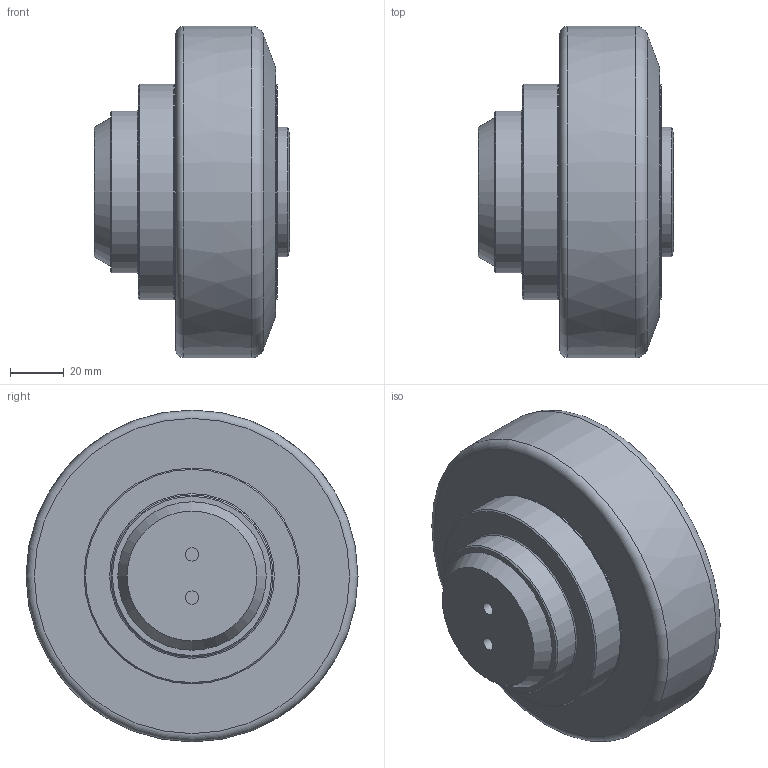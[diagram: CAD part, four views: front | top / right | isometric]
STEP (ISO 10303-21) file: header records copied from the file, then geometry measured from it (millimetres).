
FILE_DESCRIPTION(/* description */ ('-','CAx-IF Rec.Pracs.---Representation and Presentation of Product Manufacturing Information (PMI)---4.0---2014-10-13'),/* implementation_level */ '2;1');
FILE_NAME(/* name */ '1479b692-883a-45ac-a2aa-80bb1511545f.stp',/* time_stamp */ '2020-04-01T16:39:29+02:00',/* author */ ('-'),/* organization */ ('NTI CADcenter A/S'),/* preprocessor_version */ 'ST-DEVELOPER v18',/* originating_system */ 'Autodesk Inventor 2020',/* authorisation */ '-');
FILE_SCHEMA (('AP242_MANAGED_MODEL_BASED_3D_ENGINEERING_MIM_LF { 1 0 10303 442 1 1 4 }'));
Length unit declared in the file: millimetre
Products named in the file (1): TR 120.0368_Kontur
Bounding box: 72.3 x 122.99 x 122.99 mm (x, y, z)
Volume: 542298.9 mm3; surface area: 43426 mm2
Topology: 1 solids, 1 shells, 96 faces, 222 edges, 155 vertices
Faces by surface type: plane 65, cylinder 18, cone 7, torus 5, bspline 1
Full cylindrical faces by diameter (mm): 2.5 x1, 4.917 x2, 11 x2, 12 x4, 12.4 x4, 48 x1, 60 x1, 80 x3
Entity records: 2846 total; most frequent: DIRECTION 503, CARTESIAN_POINT 500, ORIENTED_EDGE 444, EDGE_CURVE 222, AXIS2_PLACEMENT_3D 185, VERTEX_POINT 155, LINE 133, VECTOR 133
